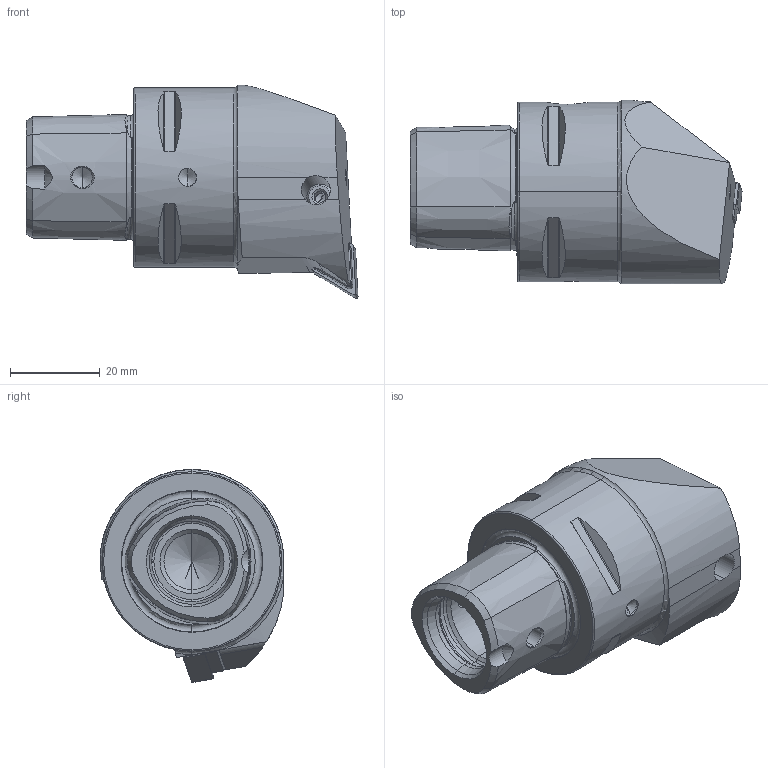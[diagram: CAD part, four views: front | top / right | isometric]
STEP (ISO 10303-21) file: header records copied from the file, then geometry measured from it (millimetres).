
FILE_DESCRIPTION (( 'STEP AP203' ), '1' );
FILE_NAME ('PS4.PDE.RUA.050-HP.STEP', '2024-08-22T13:30:41', ( '' ), ( '' ), 'SwSTEP 2.0', 'SolidWorks 2022', '' );
FILE_SCHEMA (( 'CONFIG_CONTROL_DESIGN' ));
Length unit declared in the file: millimetre
Products named in the file (14): ISO 8752 2x8; CHP-PCX.000.022_Düse; WDE-ER1.101.000; PS4-PDE.RUA.050-HP_A; WDE-ER4.101.017_A; CHP-ER1.008.011_A; WDE-ER3.101.000_A; DIN 3771 - 13x1; CHP-PCX.000.022_B; DIN 3771 - 6.5x1.5; PS4.PDE.RUA.050-HP; DIN 7991 - M5x18; DNMG110404; WDE-ER2.101.003_A
Assembly tree (13 placements, depth 3):
  PS4.PDE.RUA.050-HP
    PS4-PDE.RUA.050-HP_A
    CHP-ER1.008.011_A
    ISO 8752 2x8
    CHP-PCX.000.022_Düse
      CHP-PCX.000.022_B
      DIN 3771 - 13x1
      DIN 3771 - 6.5x1.5
      DIN 7991 - M5x18
    DNMG110404
    WDE-ER1.101.000
    WDE-ER2.101.003_A
    WDE-ER3.101.000_A
    WDE-ER4.101.017_A
Bounding box: 74 x 41 x 47.49 mm (x, y, z)
Volume: 55931.1 mm3; surface area: 18263.8 mm2
Topology: 12 solids, 12 shells, 578 faces, 1432 edges, 863 vertices
Faces by surface type: plane 160, cylinder 148, cone 148, torus 70, bspline 52
Entity records: 22242 total; most frequent: CARTESIAN_POINT 7845, ORIENTED_EDGE 2812, DIRECTION 2580, EDGE_CURVE 1406, AXIS2_PLACEMENT_3D 1023, VERTEX_POINT 863, EDGE_LOOP 613, FACE_OUTER_BOUND 578
